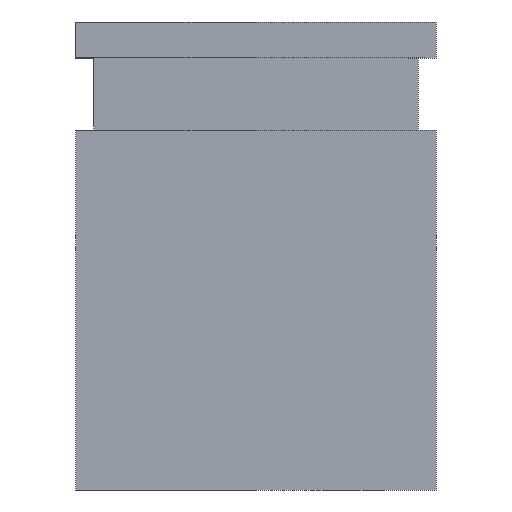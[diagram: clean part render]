
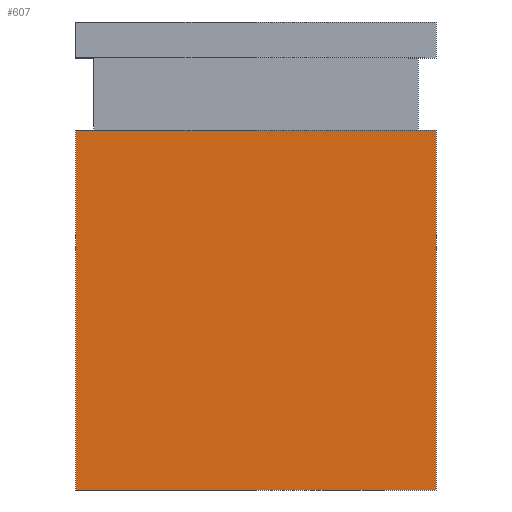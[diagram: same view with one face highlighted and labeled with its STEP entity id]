
A CAD part, front view. The second image highlights one B-rep face of the part: STEP entity #607.
In plain terms, the highlighted planar face has unit normal (0, -1, 0).
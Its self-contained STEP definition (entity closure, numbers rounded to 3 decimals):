
#326=CARTESIAN_POINT('',(3.77,-1.25,6.7));
#327=VERTEX_POINT('',#326);
#342=CARTESIAN_POINT('',(-1.23,-1.25,6.7));
#343=VERTEX_POINT('',#342);
#350=CARTESIAN_POINT('',(3.77,-1.25,6.7));
#351=DIRECTION('',(-1.0,0.0,0.0));
#352=VECTOR('',#351,5.0);
#353=LINE('',#350,#352);
#354=EDGE_CURVE('',#327,#343,#353,.T.);
#566=CARTESIAN_POINT('',(3.77,-1.25,1.7));
#567=VERTEX_POINT('',#566);
#568=CARTESIAN_POINT('',(3.77,-1.25,1.7));
#569=DIRECTION('',(0.0,0.0,1.0));
#570=VECTOR('',#569,5.0);
#571=LINE('',#568,#570);
#572=EDGE_CURVE('',#567,#327,#571,.T.);
#584=CARTESIAN_POINT('',(3.77,-1.25,1.7));
#585=DIRECTION('',(0.0,-1.0,0.0));
#586=DIRECTION('',(0.0,0.0,-1.0));
#587=AXIS2_PLACEMENT_3D('',#584,#585,#586);
#588=PLANE('',#587);
#589=ORIENTED_EDGE('',*,*,#354,.T.);
#590=CARTESIAN_POINT('',(-1.23,-1.25,1.7));
#591=VERTEX_POINT('',#590);
#592=CARTESIAN_POINT('',(-1.23,-1.25,1.7));
#593=DIRECTION('',(0.0,0.0,1.0));
#594=VECTOR('',#593,5.0);
#595=LINE('',#592,#594);
#596=EDGE_CURVE('',#591,#343,#595,.T.);
#597=ORIENTED_EDGE('',*,*,#596,.F.);
#598=CARTESIAN_POINT('',(-1.23,-1.25,1.7));
#599=DIRECTION('',(1.0,0.0,0.0));
#600=VECTOR('',#599,5.0);
#601=LINE('',#598,#600);
#602=EDGE_CURVE('',#591,#567,#601,.T.);
#603=ORIENTED_EDGE('',*,*,#602,.T.);
#604=ORIENTED_EDGE('',*,*,#572,.T.);
#605=EDGE_LOOP('',(#589,#597,#603,#604));
#606=FACE_OUTER_BOUND('',#605,.T.);
#607=ADVANCED_FACE('',(#606),#588,.T.);
